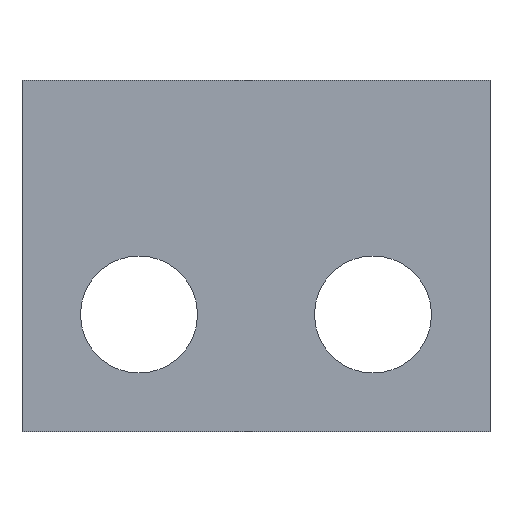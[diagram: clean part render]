
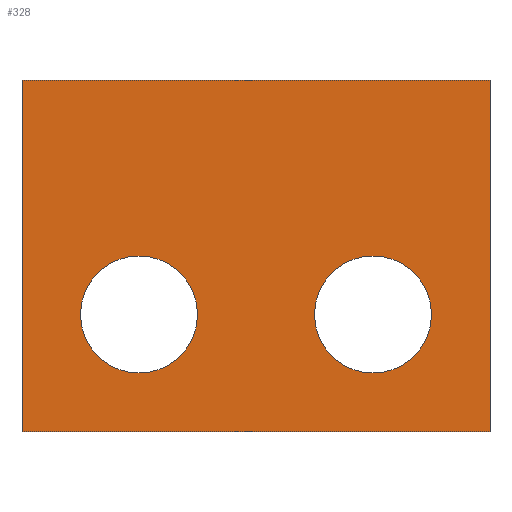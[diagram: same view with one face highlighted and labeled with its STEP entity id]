
A CAD part, left-side view. The second image highlights one B-rep face of the part: STEP entity #328.
In plain terms, the highlighted planar face has unit normal (-1, 0, 0).
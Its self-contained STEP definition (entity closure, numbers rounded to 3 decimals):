
#14 = EDGE_LOOP ( 'NONE', ( #753, #438, #503, #658 ) ) ;
#16 = DIRECTION ( 'NONE',  ( 0., 0., 1. ) ) ;
#35 = CARTESIAN_POINT ( 'NONE',  ( -6., 0., -10.5 ) ) ;
#36 = ORIENTED_EDGE ( 'NONE', *, *, #519, .F. ) ;
#39 = FACE_BOUND ( 'NONE', #364, .T. ) ;
#42 = DIRECTION ( 'NONE',  ( -1., 0., 0. ) ) ;
#77 = VERTEX_POINT ( 'NONE', #90 ) ;
#84 = VECTOR ( 'NONE', #488, 1000. ) ;
#90 = CARTESIAN_POINT ( 'NONE',  ( -6., 16., -10.5 ) ) ;
#103 = ORIENTED_EDGE ( 'NONE', *, *, #712, .F. ) ;
#106 = CIRCLE ( 'NONE', #804, 2. ) ;
#115 = CARTESIAN_POINT ( 'NONE',  ( -6., 12., -8.5 ) ) ;
#150 = DIRECTION ( 'NONE',  ( 0., 0., 1. ) ) ;
#155 = CARTESIAN_POINT ( 'NONE',  ( -6., 8., 1.5 ) ) ;
#182 = CIRCLE ( 'NONE', #337, 2. ) ;
#184 = LINE ( 'NONE', #297, #793 ) ;
#213 = FACE_BOUND ( 'NONE', #281, .T. ) ;
#221 = DIRECTION ( 'NONE',  ( 0., -1., 0. ) ) ;
#253 = FACE_OUTER_BOUND ( 'NONE', #14, .T. ) ;
#261 = DIRECTION ( 'NONE',  ( -1., 0., 0. ) ) ;
#274 = DIRECTION ( 'NONE',  ( -1., 0., 0. ) ) ;
#280 = CARTESIAN_POINT ( 'NONE',  ( -6., 4., -6.5 ) ) ;
#281 = EDGE_LOOP ( 'NONE', ( #36, #103 ) ) ;
#282 = VECTOR ( 'NONE', #221, 1000. ) ;
#283 = VERTEX_POINT ( 'NONE', #570 ) ;
#286 = DIRECTION ( 'NONE',  ( 0., -1., 0. ) ) ;
#297 = CARTESIAN_POINT ( 'NONE',  ( -6., 16., -10.5 ) ) ;
#322 = VERTEX_POINT ( 'NONE', #327 ) ;
#327 = CARTESIAN_POINT ( 'NONE',  ( -6., 16., 1.5 ) ) ;
#328 = ADVANCED_FACE ( 'NONE', ( #213, #39, #253 ), #692, .F. ) ;
#332 = LINE ( 'NONE', #772, #282 ) ;
#337 = AXIS2_PLACEMENT_3D ( 'NONE', #660, #589, #150 ) ;
#339 = CARTESIAN_POINT ( 'NONE',  ( -6., 4., -6.5 ) ) ;
#345 = AXIS2_PLACEMENT_3D ( 'NONE', #436, #384, #449 ) ;
#360 = CARTESIAN_POINT ( 'NONE',  ( -6., 12., -4.5 ) ) ;
#364 = EDGE_LOOP ( 'NONE', ( #713, #760 ) ) ;
#373 = AXIS2_PLACEMENT_3D ( 'NONE', #280, #274, #585 ) ;
#384 = DIRECTION ( 'NONE',  ( 1., 0., 0. ) ) ;
#401 = EDGE_CURVE ( 'NONE', #283, #785, #486, .T. ) ;
#403 = LINE ( 'NONE', #35, #84 ) ;
#420 = CARTESIAN_POINT ( 'NONE',  ( -6., 12., -6.5 ) ) ;
#436 = CARTESIAN_POINT ( 'NONE',  ( -6., 8., -10.5 ) ) ;
#438 = ORIENTED_EDGE ( 'NONE', *, *, #631, .F. ) ;
#439 = VECTOR ( 'NONE', #286, 1000. ) ;
#449 = DIRECTION ( 'NONE',  ( 0., 0., -1. ) ) ;
#472 = VERTEX_POINT ( 'NONE', #708 ) ;
#482 = LINE ( 'NONE', #155, #439 ) ;
#486 = CIRCLE ( 'NONE', #734, 2. ) ;
#488 = DIRECTION ( 'NONE',  ( 0., 0., 1. ) ) ;
#503 = ORIENTED_EDGE ( 'NONE', *, *, #755, .F. ) ;
#517 = CIRCLE ( 'NONE', #373, 2. ) ;
#519 = EDGE_CURVE ( 'NONE', #775, #797, #182, .T. ) ;
#532 = EDGE_CURVE ( 'NONE', #77, #472, #332, .T. ) ;
#570 = CARTESIAN_POINT ( 'NONE',  ( -6., 4., -8.5 ) ) ;
#585 = DIRECTION ( 'NONE',  ( 0., 0., 1. ) ) ;
#588 = EDGE_CURVE ( 'NONE', #785, #283, #517, .T. ) ;
#589 = DIRECTION ( 'NONE',  ( -1., 0., 0. ) ) ;
#627 = VERTEX_POINT ( 'NONE', #646 ) ;
#631 = EDGE_CURVE ( 'NONE', #322, #627, #482, .T. ) ;
#646 = CARTESIAN_POINT ( 'NONE',  ( -6., 0., 1.5 ) ) ;
#658 = ORIENTED_EDGE ( 'NONE', *, *, #532, .T. ) ;
#660 = CARTESIAN_POINT ( 'NONE',  ( -6., 12., -6.5 ) ) ;
#668 = CARTESIAN_POINT ( 'NONE',  ( -6., 4., -4.5 ) ) ;
#692 = PLANE ( 'NONE',  #345 ) ;
#708 = CARTESIAN_POINT ( 'NONE',  ( -6., 0., -10.5 ) ) ;
#712 = EDGE_CURVE ( 'NONE', #797, #775, #106, .T. ) ;
#713 = ORIENTED_EDGE ( 'NONE', *, *, #588, .F. ) ;
#724 = EDGE_CURVE ( 'NONE', #472, #627, #403, .T. ) ;
#734 = AXIS2_PLACEMENT_3D ( 'NONE', #339, #261, #16 ) ;
#753 = ORIENTED_EDGE ( 'NONE', *, *, #724, .T. ) ;
#755 = EDGE_CURVE ( 'NONE', #77, #322, #184, .T. ) ;
#760 = ORIENTED_EDGE ( 'NONE', *, *, #401, .F. ) ;
#772 = CARTESIAN_POINT ( 'NONE',  ( -6., 8., -10.5 ) ) ;
#775 = VERTEX_POINT ( 'NONE', #360 ) ;
#785 = VERTEX_POINT ( 'NONE', #668 ) ;
#790 = DIRECTION ( 'NONE',  ( 0., 0., 1. ) ) ;
#793 = VECTOR ( 'NONE', #795, 1000. ) ;
#795 = DIRECTION ( 'NONE',  ( 0., 0., 1. ) ) ;
#797 = VERTEX_POINT ( 'NONE', #115 ) ;
#804 = AXIS2_PLACEMENT_3D ( 'NONE', #420, #42, #790 ) ;
